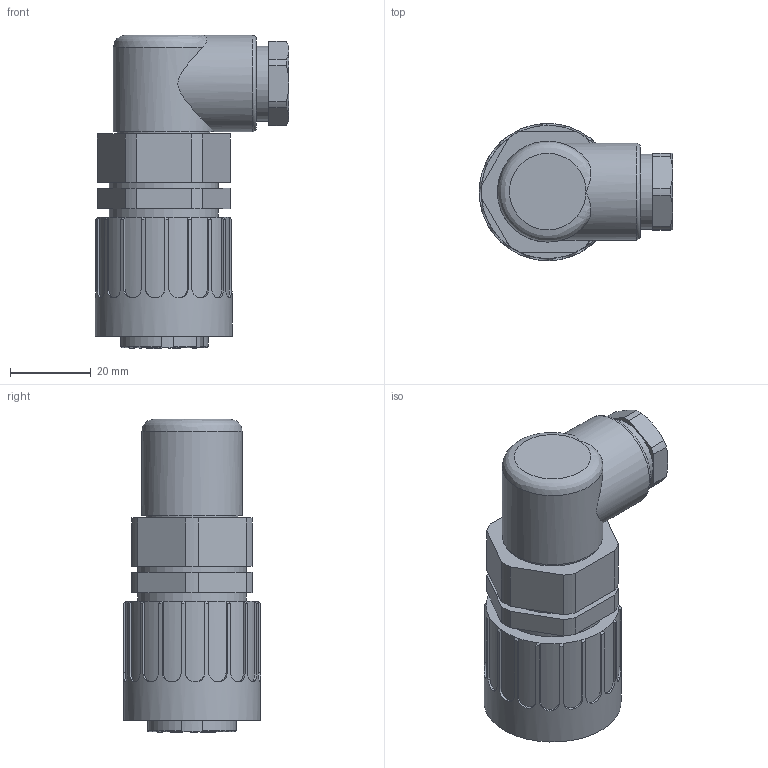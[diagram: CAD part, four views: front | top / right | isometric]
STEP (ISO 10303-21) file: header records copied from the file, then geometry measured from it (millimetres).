
FILE_DESCRIPTION(/* description */ (''),/* implementation_level */ '2;1');
FILE_NAME(/* name */ 'c016 10f014 002 1nxc001-01.stp',/* time_stamp */ '2021-11-22T14:11:28+01:00',/* author */ (''),/* organization */ (''),/* preprocessor_version */ 'ST-DEVELOPER v16.7',/* originating_system */ 'SIEMENS PLM Software NX 12.0',/* authorisation */ '');
FILE_SCHEMA (('AUTOMOTIVE_DESIGN { 1 0 10303 214 3 1 1 1 }'));
Length unit declared in the file: millimetre
Products named in the file (14): c016 e03 041 e1nxm001-12; org 17_17x1_78 70shnxm001-01; c016 g15 041 e1nxm001-05; c016 g14 041 e1nxm001-01; c016 g13 041 e1nxm001-03; n 16 109 0002 1nxm001-01; n 16 109 0001 1nxm001-04; n 06 109 0002 1nxm001-01; org 21_0x2_4nxm001-01; org 21_0x1_5nxm001-01; c016 g11 041 e1nxm001-06; c016 g09 041 e1nxm001-09; c016 10f014 002 1nxm001-01; c016 10f014 002 1nxc001-01
Assembly tree (13 placements, depth 3):
  c016 10f014 002 1nxc001-01
    c016 10f014 002 1nxm001-01
      c016 g09 041 e1nxm001-09
      c016 g11 041 e1nxm001-06
      org 21_0x1_5nxm001-01
      org 21_0x2_4nxm001-01
      n 06 109 0002 1nxm001-01
      n 16 109 0001 1nxm001-04
      n 16 109 0002 1nxm001-01
      c016 g13 041 e1nxm001-03
      c016 g14 041 e1nxm001-01
      c016 g15 041 e1nxm001-05
      org 17_17x1_78 70shnxm001-01
      c016 e03 041 e1nxm001-12
Bounding box: 48 x 34 x 77.8 mm (x, y, z)
Surface area: 14712.4 mm2 (no closed solid volume)
Topology: 0 solids, 1 shells, 576 faces, 1480 edges, 966 vertices
Faces by surface type: plane 339, cylinder 128, extrusion 56, cone 44, bspline 8, torus 1
Full cylindrical faces by diameter (mm): 1.3 x1, 1.5 x1, 13.5 x1, 18.6 x1, 20 x1, 23 x1, 24 x1, 25 x1, 27 x2, 30.2 x1, 34 x1
Entity records: 22504 total; most frequent: CARTESIAN_POINT 6440, ORIENTED_EDGE 2912, DIRECTION 2337, EDGE_CURVE 1456, VERTEX_POINT 957, VECTOR 797, AXIS2_PLACEMENT_3D 770, LINE 741
